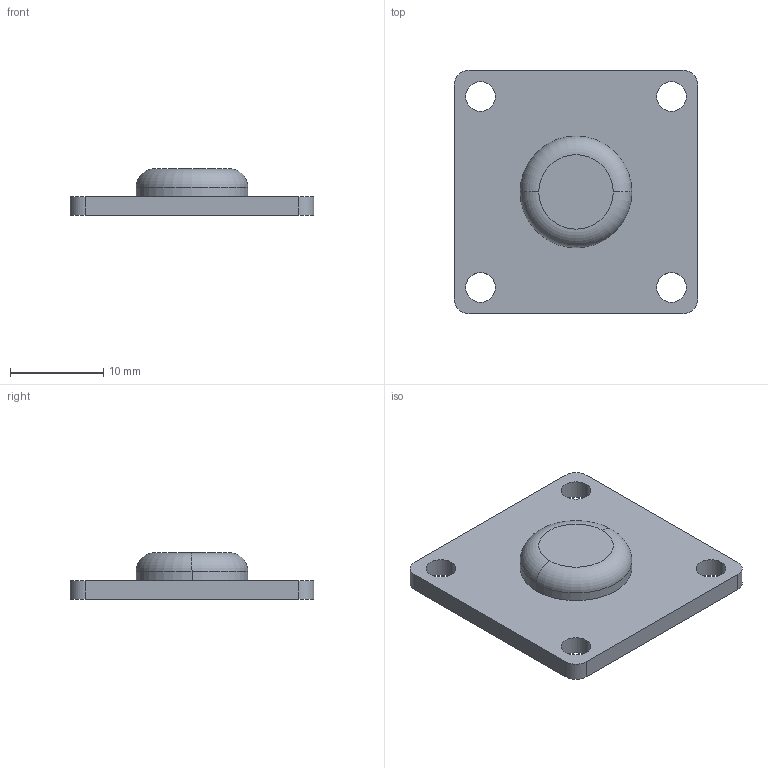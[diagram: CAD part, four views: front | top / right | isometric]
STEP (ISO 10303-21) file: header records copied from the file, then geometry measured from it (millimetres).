
FILE_DESCRIPTION (( 'STEP AP203' ), '1' );
FILE_NAME ('3段固定3（OK.STEP', '2025-09-09T08:37:02', ( '' ), ( '' ), 'SwSTEP 2.0', 'SolidWorks 2025', '' );
FILE_SCHEMA (( 'CONFIG_CONTROL_DESIGN' ));
Length unit declared in the file: millimetre
Products named in the file (1): 3段固定3（OK
Bounding box: 26.16 x 26.16 x 5 mm (x, y, z)
Volume: 1519 mm3; surface area: 1721.9 mm2
Topology: 1 solids, 1 shells, 26 faces, 64 edges, 42 vertices
Faces by surface type: cylinder 16, plane 8, torus 2
Entity records: 881 total; most frequent: DIRECTION 154, CARTESIAN_POINT 133, ORIENTED_EDGE 128, EDGE_CURVE 64, AXIS2_PLACEMENT_3D 63, VERTEX_POINT 42, EDGE_LOOP 36, CIRCLE 36
